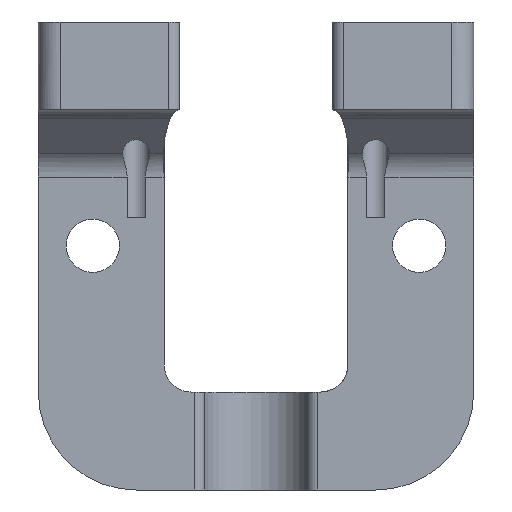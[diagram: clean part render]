
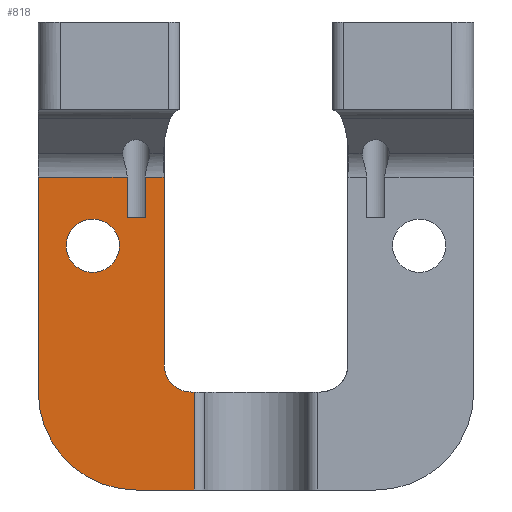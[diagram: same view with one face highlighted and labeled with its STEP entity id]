
A CAD part, left-side view. The second image highlights one B-rep face of the part: STEP entity #818.
In plain terms, the highlighted planar face has unit normal (-1, 0, 0).
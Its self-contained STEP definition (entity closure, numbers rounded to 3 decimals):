
#25=FACE_BOUND('',#110,.T.);
#35=PLANE('',#902);
#63=FACE_OUTER_BOUND('',#109,.T.);
#109=EDGE_LOOP('',(#631,#632,#633,#634,#635,#636,#637,#638,#639,#640,#641,
#642));
#110=EDGE_LOOP('',(#643));
#149=CIRCLE('',#883,2.5);
#154=CIRCLE('',#890,2.45);
#160=CIRCLE('',#901,9.);
#188=LINE('',#1270,#258);
#201=LINE('',#1312,#271);
#211=LINE('',#1359,#281);
#212=LINE('',#1360,#282);
#213=LINE('',#1361,#283);
#214=LINE('',#1363,#284);
#215=LINE('',#1365,#285);
#216=LINE('',#1367,#286);
#217=LINE('',#1369,#287);
#218=LINE('',#1370,#288);
#258=VECTOR('',#991,10.);
#271=VECTOR('',#1030,10.);
#281=VECTOR('',#1074,10.);
#282=VECTOR('',#1075,10.);
#283=VECTOR('',#1076,10.);
#284=VECTOR('',#1077,10.);
#285=VECTOR('',#1078,10.);
#286=VECTOR('',#1079,10.);
#287=VECTOR('',#1080,10.);
#288=VECTOR('',#1081,10.);
#348=VERTEX_POINT('',#1267);
#349=VERTEX_POINT('',#1269);
#361=VERTEX_POINT('',#1301);
#362=VERTEX_POINT('',#1302);
#365=VERTEX_POINT('',#1311);
#369=VERTEX_POINT('',#1321);
#373=VERTEX_POINT('',#1333);
#378=VERTEX_POINT('',#1354);
#379=VERTEX_POINT('',#1358);
#380=VERTEX_POINT('',#1362);
#381=VERTEX_POINT('',#1364);
#382=VERTEX_POINT('',#1366);
#383=VERTEX_POINT('',#1368);
#435=EDGE_CURVE('',#349,#348,#188,.T.);
#451=EDGE_CURVE('',#361,#362,#149,.T.);
#456=EDGE_CURVE('',#362,#365,#201,.T.);
#461=EDGE_CURVE('',#369,#369,#154,.T.);
#477=EDGE_CURVE('',#378,#348,#160,.T.);
#478=EDGE_CURVE('',#379,#378,#211,.T.);
#479=EDGE_CURVE('',#365,#379,#212,.T.);
#480=EDGE_CURVE('',#373,#361,#213,.T.);
#481=EDGE_CURVE('',#380,#373,#214,.T.);
#482=EDGE_CURVE('',#380,#381,#215,.T.);
#483=EDGE_CURVE('',#381,#382,#216,.T.);
#484=EDGE_CURVE('',#382,#383,#217,.T.);
#485=EDGE_CURVE('',#349,#383,#218,.T.);
#631=ORIENTED_EDGE('',*,*,#477,.F.);
#632=ORIENTED_EDGE('',*,*,#478,.F.);
#633=ORIENTED_EDGE('',*,*,#479,.F.);
#634=ORIENTED_EDGE('',*,*,#456,.F.);
#635=ORIENTED_EDGE('',*,*,#451,.F.);
#636=ORIENTED_EDGE('',*,*,#480,.F.);
#637=ORIENTED_EDGE('',*,*,#481,.F.);
#638=ORIENTED_EDGE('',*,*,#482,.T.);
#639=ORIENTED_EDGE('',*,*,#483,.T.);
#640=ORIENTED_EDGE('',*,*,#484,.T.);
#641=ORIENTED_EDGE('',*,*,#485,.F.);
#642=ORIENTED_EDGE('',*,*,#435,.T.);
#643=ORIENTED_EDGE('',*,*,#461,.T.);
#818=ADVANCED_FACE('',(#63,#25),#35,.T.);
#883=AXIS2_PLACEMENT_3D('',#1303,#1021,#1022);
#890=AXIS2_PLACEMENT_3D('',#1322,#1040,#1041);
#901=AXIS2_PLACEMENT_3D('',#1356,#1070,#1071);
#902=AXIS2_PLACEMENT_3D('',#1357,#1072,#1073);
#991=DIRECTION('',(0.,0.,-1.));
#1021=DIRECTION('center_axis',(-1.,0.,0.));
#1022=DIRECTION('ref_axis',(0.,0.707,-0.707));
#1030=DIRECTION('',(0.,-1.,0.));
#1040=DIRECTION('center_axis',(1.,0.,0.));
#1041=DIRECTION('ref_axis',(0.,-1.,0.));
#1070=DIRECTION('center_axis',(1.,0.,0.));
#1071=DIRECTION('ref_axis',(0.,0.707,-0.707));
#1072=DIRECTION('center_axis',(-1.,0.,0.));
#1073=DIRECTION('ref_axis',(0.,1.,0.));
#1074=DIRECTION('',(0.,1.,0.));
#1075=DIRECTION('',(0.,0.,-1.));
#1076=DIRECTION('',(0.,0.,-1.));
#1077=DIRECTION('',(0.,-1.,0.));
#1078=DIRECTION('',(0.,0.,-1.));
#1079=DIRECTION('',(0.,1.,0.));
#1080=DIRECTION('',(0.,0.,1.));
#1081=DIRECTION('',(0.,-1.,0.));
#1267=CARTESIAN_POINT('',(72.025,189.702,44.981));
#1269=CARTESIAN_POINT('',(72.025,189.702,64.739));
#1270=CARTESIAN_POINT('',(72.025,189.702,70.981));
#1301=CARTESIAN_POINT('',(72.025,178.152,47.481));
#1302=CARTESIAN_POINT('',(72.025,175.652,44.981));
#1303=CARTESIAN_POINT('Origin',(72.025,175.652,47.481));
#1311=CARTESIAN_POINT('',(72.025,175.385,44.981));
#1312=CARTESIAN_POINT('',(72.025,161.253,44.981));
#1321=CARTESIAN_POINT('',(72.025,187.152,58.427));
#1322=CARTESIAN_POINT('Origin',(72.025,184.702,58.427));
#1333=CARTESIAN_POINT('',(72.025,178.152,64.739));
#1354=CARTESIAN_POINT('',(72.025,180.702,35.981));
#1356=CARTESIAN_POINT('Origin',(72.025,180.702,44.981));
#1357=CARTESIAN_POINT('Origin',(72.025,178.152,70.981));
#1358=CARTESIAN_POINT('',(72.025,175.385,35.981));
#1359=CARTESIAN_POINT('',(72.025,161.253,35.981));
#1360=CARTESIAN_POINT('',(72.025,175.385,35.981));
#1361=CARTESIAN_POINT('',(72.025,178.152,70.981));
#1362=CARTESIAN_POINT('',(72.025,179.862,64.739));
#1363=CARTESIAN_POINT('',(72.025,179.283,64.739));
#1364=CARTESIAN_POINT('',(72.025,179.862,60.981));
#1365=CARTESIAN_POINT('',(72.025,179.862,78.981));
#1366=CARTESIAN_POINT('',(72.025,181.543,60.981));
#1367=CARTESIAN_POINT('',(72.025,179.427,60.981));
#1368=CARTESIAN_POINT('',(72.025,181.543,64.739));
#1369=CARTESIAN_POINT('',(72.025,181.543,78.981));
#1370=CARTESIAN_POINT('',(72.025,179.283,64.739));
